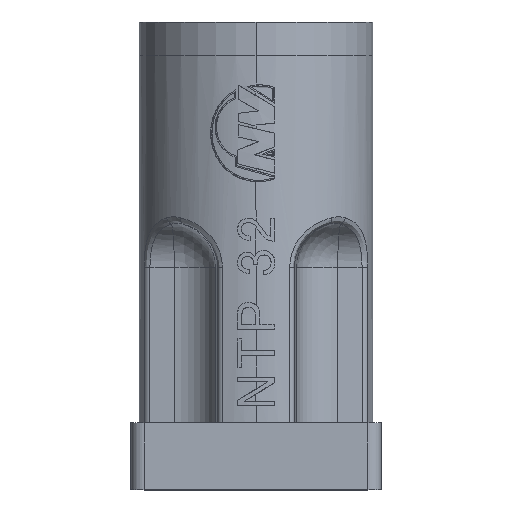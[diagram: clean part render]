
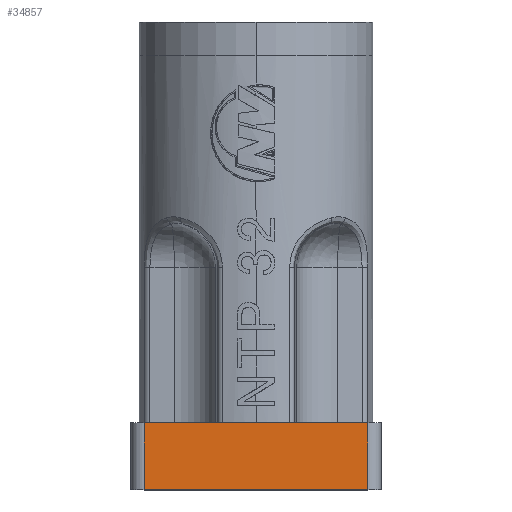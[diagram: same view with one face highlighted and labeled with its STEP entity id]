
A CAD part, top view. The second image highlights one B-rep face of the part: STEP entity #34857.
In plain terms, the highlighted planar face has unit normal (0, 0, 1).
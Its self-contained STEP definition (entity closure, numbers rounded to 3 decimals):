
#72 = DIRECTION ( 'NONE',  ( -1., 0., 0. ) ) ;
#867 = CARTESIAN_POINT ( 'NONE',  ( 33.5, 20., 37.5 ) ) ;
#5800 = CARTESIAN_POINT ( 'NONE',  ( -33.5, 20., 37.5 ) ) ;
#10488 = ORIENTED_EDGE ( 'NONE', *, *, #23264, .F. ) ;
#11113 = CARTESIAN_POINT ( 'NONE',  ( 33.5, 0., 37.5 ) ) ;
#14415 = ORIENTED_EDGE ( 'NONE', *, *, #29016, .T. ) ;
#15585 = DIRECTION ( 'NONE',  ( 0., -1., 0. ) ) ;
#16896 = VECTOR ( 'NONE', #38552, 1000. ) ;
#17173 = EDGE_CURVE ( 'NONE', #19655, #22303, #40377, .T. ) ;
#17423 = DIRECTION ( 'NONE',  ( 1., 0., 0. ) ) ;
#17467 = AXIS2_PLACEMENT_3D ( 'NONE', #18630, #29744, #72 ) ;
#17950 = ORIENTED_EDGE ( 'NONE', *, *, #17173, .T. ) ;
#18589 = VERTEX_POINT ( 'NONE', #11113 ) ;
#18630 = CARTESIAN_POINT ( 'NONE',  ( -37.5, 20., 37.5 ) ) ;
#18784 = DIRECTION ( 'NONE',  ( 1., 0., 0. ) ) ;
#19655 = VERTEX_POINT ( 'NONE', #5800 ) ;
#22303 = VERTEX_POINT ( 'NONE', #43990 ) ;
#22845 = EDGE_LOOP ( 'NONE', ( #10488, #17950, #14415, #37978 ) ) ;
#23264 = EDGE_CURVE ( 'NONE', #19655, #34957, #40602, .T. ) ;
#25825 = PLANE ( 'NONE',  #17467 ) ;
#26752 = FACE_OUTER_BOUND ( 'NONE', #22845, .T. ) ;
#26799 = VECTOR ( 'NONE', #18784, 1000. ) ;
#27202 = CARTESIAN_POINT ( 'NONE',  ( -33.5, 20., 37.5 ) ) ;
#27904 = CARTESIAN_POINT ( 'NONE',  ( 33.5, 20., 37.5 ) ) ;
#29016 = EDGE_CURVE ( 'NONE', #22303, #18589, #29149, .T. ) ;
#29149 = LINE ( 'NONE', #41191, #26799 ) ;
#29744 = DIRECTION ( 'NONE',  ( 0., 0., -1. ) ) ;
#31942 = CARTESIAN_POINT ( 'NONE',  ( -37.5, 20., 37.5 ) ) ;
#34857 = ADVANCED_FACE ( 'NONE', ( #26752 ), #25825, .F. ) ;
#34957 = VERTEX_POINT ( 'NONE', #867 ) ;
#35013 = LINE ( 'NONE', #27904, #16896 ) ;
#37978 = ORIENTED_EDGE ( 'NONE', *, *, #39815, .T. ) ;
#38552 = DIRECTION ( 'NONE',  ( 0., 1., 0. ) ) ;
#39815 = EDGE_CURVE ( 'NONE', #18589, #34957, #35013, .T. ) ;
#40377 = LINE ( 'NONE', #27202, #42715 ) ;
#40602 = LINE ( 'NONE', #31942, #47662 ) ;
#41191 = CARTESIAN_POINT ( 'NONE',  ( -37.5, 0., 37.5 ) ) ;
#42715 = VECTOR ( 'NONE', #15585, 1000. ) ;
#43990 = CARTESIAN_POINT ( 'NONE',  ( -33.5, 0., 37.5 ) ) ;
#47662 = VECTOR ( 'NONE', #17423, 1000. ) ;
